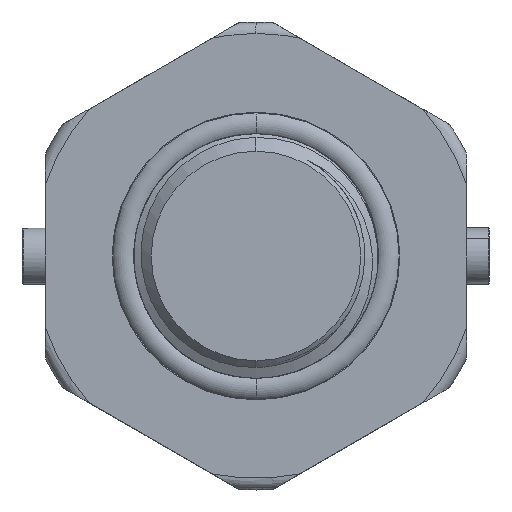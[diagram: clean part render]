
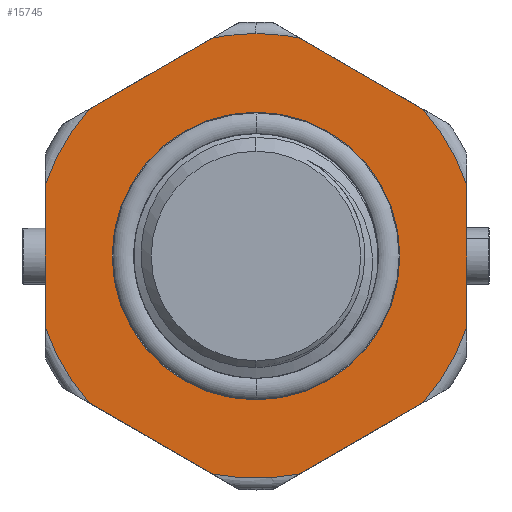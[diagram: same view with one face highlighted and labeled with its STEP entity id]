
A CAD part, left-side view. The second image highlights one B-rep face of the part: STEP entity #15745.
In plain terms, the highlighted planar face has unit normal (-1, 0, 0).
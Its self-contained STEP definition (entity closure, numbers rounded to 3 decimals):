
#359 = ORIENTED_EDGE ( 'NONE', *, *, #14674, .T. ) ;
#589 = DIRECTION ( 'NONE',  ( 1., 0., 0. ) ) ;
#806 = CARTESIAN_POINT ( 'NONE',  ( -133.432, 0., 0. ) ) ;
#965 = EDGE_CURVE ( 'NONE', #8614, #8718, #6652, .T. ) ;
#1055 = DIRECTION ( 'NONE',  ( 0., -0.866, 0.5 ) ) ;
#1073 = AXIS2_PLACEMENT_3D ( 'NONE', #806, #2604, #19238 ) ;
#1520 = CIRCLE ( 'NONE', #4256, 19. ) ;
#1701 = VERTEX_POINT ( 'NONE', #8691 ) ;
#2031 = ORIENTED_EDGE ( 'NONE', *, *, #965, .T. ) ;
#2056 = ORIENTED_EDGE ( 'NONE', *, *, #6943, .T. ) ;
#2289 = ORIENTED_EDGE ( 'NONE', *, *, #12189, .T. ) ;
#2431 = LINE ( 'NONE', #9844, #14278 ) ;
#2604 = DIRECTION ( 'NONE',  ( 1., 0., 0. ) ) ;
#2758 = DIRECTION ( 'NONE',  ( 1., 0., 0. ) ) ;
#2871 = DIRECTION ( 'NONE',  ( 0., 0.866, -0.5 ) ) ;
#2975 = DIRECTION ( 'NONE',  ( 0., 0., -1. ) ) ;
#3002 = DIRECTION ( 'NONE',  ( 0., -0.866, -0.5 ) ) ;
#3231 = VERTEX_POINT ( 'NONE', #12704 ) ;
#3310 = AXIS2_PLACEMENT_3D ( 'NONE', #21375, #4618, #12002 ) ;
#3456 = CIRCLE ( 'NONE', #22663, 19. ) ;
#3471 = VECTOR ( 'NONE', #18087, 1000. ) ;
#3694 = CARTESIAN_POINT ( 'NONE',  ( -133.432, 0., 0. ) ) ;
#3794 = EDGE_CURVE ( 'NONE', #13928, #20846, #4456, .T. ) ;
#3814 = AXIS2_PLACEMENT_3D ( 'NONE', #4692, #19719, #10361 ) ;
#4231 = DIRECTION ( 'NONE',  ( 0., 0., -1. ) ) ;
#4256 = AXIS2_PLACEMENT_3D ( 'NONE', #15496, #23386, #6268 ) ;
#4456 = CIRCLE ( 'NONE', #24007, 19. ) ;
#4618 = DIRECTION ( 'NONE',  ( -1., 0., 0. ) ) ;
#4692 = CARTESIAN_POINT ( 'NONE',  ( -133.432, 0., 0. ) ) ;
#4718 = DIRECTION ( 'NONE',  ( -1., 0., 0. ) ) ;
#4894 = CARTESIAN_POINT ( 'NONE',  ( -133.432, 14.268, 12.547 ) ) ;
#5405 = DIRECTION ( 'NONE',  ( -1., 0., 0. ) ) ;
#6268 = DIRECTION ( 'NONE',  ( 0., 0., 1. ) ) ;
#6313 = LINE ( 'NONE', #13679, #7687 ) ;
#6652 = CIRCLE ( 'NONE', #10110, 12.293 ) ;
#6821 = EDGE_CURVE ( 'NONE', #16107, #22695, #6313, .T. ) ;
#6943 = EDGE_CURVE ( 'NONE', #8718, #8614, #17044, .T. ) ;
#7041 = VECTOR ( 'NONE', #3002, 1000. ) ;
#7356 = PLANE ( 'NONE',  #1073 ) ;
#7687 = VECTOR ( 'NONE', #7980, 1000. ) ;
#7785 = EDGE_CURVE ( 'NONE', #10465, #16107, #1520, .T. ) ;
#7830 = ORIENTED_EDGE ( 'NONE', *, *, #16211, .T. ) ;
#7860 = VERTEX_POINT ( 'NONE', #18078 ) ;
#7980 = DIRECTION ( 'NONE',  ( 0., 0.866, 0.5 ) ) ;
#8294 = ORIENTED_EDGE ( 'NONE', *, *, #13589, .T. ) ;
#8349 = VERTEX_POINT ( 'NONE', #10397 ) ;
#8614 = VERTEX_POINT ( 'NONE', #22386 ) ;
#8691 = CARTESIAN_POINT ( 'NONE',  ( -133.432, -18., -6.083 ) ) ;
#8718 = VERTEX_POINT ( 'NONE', #17691 ) ;
#8797 = DIRECTION ( 'NONE',  ( 0., 0., 1. ) ) ;
#8921 = ORIENTED_EDGE ( 'NONE', *, *, #23374, .T. ) ;
#8971 = AXIS2_PLACEMENT_3D ( 'NONE', #21470, #4718, #10053 ) ;
#9345 = CARTESIAN_POINT ( 'NONE',  ( -133.432, 0., 0. ) ) ;
#9685 = CARTESIAN_POINT ( 'NONE',  ( -133.432, -3.732, 18.63 ) ) ;
#9752 = CARTESIAN_POINT ( 'NONE',  ( -133.432, 14.268, -12.547 ) ) ;
#9844 = CARTESIAN_POINT ( 'NONE',  ( -133.432, 18., 0. ) ) ;
#10053 = DIRECTION ( 'NONE',  ( 0., 0., 1. ) ) ;
#10110 = AXIS2_PLACEMENT_3D ( 'NONE', #21123, #589, #4231 ) ;
#10203 = EDGE_LOOP ( 'NONE', ( #8921, #7830, #22126, #8294, #13756, #13179, #18533, #21746, #18589, #15881, #22104, #359, #2289 ) ) ;
#10264 = CARTESIAN_POINT ( 'NONE',  ( -133.432, 0., 0. ) ) ;
#10361 = DIRECTION ( 'NONE',  ( 0., 0., 1. ) ) ;
#10397 = CARTESIAN_POINT ( 'NONE',  ( -133.432, -3.732, -18.63 ) ) ;
#10465 = VERTEX_POINT ( 'NONE', #24064 ) ;
#10806 = CIRCLE ( 'NONE', #3814, 19. ) ;
#11171 = CARTESIAN_POINT ( 'NONE',  ( -133.432, -14.268, 12.547 ) ) ;
#11730 = VERTEX_POINT ( 'NONE', #18854 ) ;
#11995 = EDGE_CURVE ( 'NONE', #15565, #8349, #15166, .T. ) ;
#12002 = DIRECTION ( 'NONE',  ( 0., 0., 1. ) ) ;
#12048 = CIRCLE ( 'NONE', #8971, 19. ) ;
#12189 = EDGE_CURVE ( 'NONE', #12745, #13425, #17765, .T. ) ;
#12201 = EDGE_CURVE ( 'NONE', #3231, #1701, #12048, .T. ) ;
#12312 = CARTESIAN_POINT ( 'NONE',  ( -133.432, 3.732, -18.63 ) ) ;
#12704 = CARTESIAN_POINT ( 'NONE',  ( -133.432, -14.268, -12.547 ) ) ;
#12745 = VERTEX_POINT ( 'NONE', #21067 ) ;
#13179 = ORIENTED_EDGE ( 'NONE', *, *, #22888, .T. ) ;
#13425 = VERTEX_POINT ( 'NONE', #4894 ) ;
#13580 = EDGE_LOOP ( 'NONE', ( #2031, #2056 ) ) ;
#13589 = EDGE_CURVE ( 'NONE', #20846, #15565, #17915, .T. ) ;
#13679 = CARTESIAN_POINT ( 'NONE',  ( -133.432, -9., 15.588 ) ) ;
#13756 = ORIENTED_EDGE ( 'NONE', *, *, #11995, .T. ) ;
#13782 = CIRCLE ( 'NONE', #3310, 19. ) ;
#13792 = CARTESIAN_POINT ( 'NONE',  ( -133.432, -9., -15.588 ) ) ;
#13909 = LINE ( 'NONE', #13792, #18568 ) ;
#13928 = VERTEX_POINT ( 'NONE', #17667 ) ;
#14122 = CARTESIAN_POINT ( 'NONE',  ( -133.432, -18., 0. ) ) ;
#14195 = CARTESIAN_POINT ( 'NONE',  ( -133.432, 9., -15.588 ) ) ;
#14278 = VECTOR ( 'NONE', #2975, 1000. ) ;
#14674 = EDGE_CURVE ( 'NONE', #7860, #12745, #13782, .T. ) ;
#15166 = CIRCLE ( 'NONE', #17557, 19. ) ;
#15496 = CARTESIAN_POINT ( 'NONE',  ( -133.432, 0., 0. ) ) ;
#15565 = VERTEX_POINT ( 'NONE', #12312 ) ;
#15745 = ADVANCED_FACE ( 'NONE', ( #16634, #24171 ), #7356, .F. ) ;
#15881 = ORIENTED_EDGE ( 'NONE', *, *, #6821, .T. ) ;
#16107 = VERTEX_POINT ( 'NONE', #11171 ) ;
#16211 = EDGE_CURVE ( 'NONE', #11730, #13928, #2431, .T. ) ;
#16532 = DIRECTION ( 'NONE',  ( 0., 0., 1. ) ) ;
#16550 = EDGE_CURVE ( 'NONE', #22695, #7860, #10806, .T. ) ;
#16634 = FACE_BOUND ( 'NONE', #13580, .T. ) ;
#17044 = CIRCLE ( 'NONE', #22546, 12.293 ) ;
#17557 = AXIS2_PLACEMENT_3D ( 'NONE', #9345, #24090, #22348 ) ;
#17667 = CARTESIAN_POINT ( 'NONE',  ( -133.432, 18., -6.083 ) ) ;
#17691 = CARTESIAN_POINT ( 'NONE',  ( -133.432, 0., 12.293 ) ) ;
#17765 = LINE ( 'NONE', #17889, #19923 ) ;
#17889 = CARTESIAN_POINT ( 'NONE',  ( -133.432, 9., 15.588 ) ) ;
#17915 = LINE ( 'NONE', #14195, #7041 ) ;
#18078 = CARTESIAN_POINT ( 'NONE',  ( -133.432, 0., 19. ) ) ;
#18087 = DIRECTION ( 'NONE',  ( 0., 0., 1. ) ) ;
#18533 = ORIENTED_EDGE ( 'NONE', *, *, #12201, .T. ) ;
#18568 = VECTOR ( 'NONE', #1055, 1000. ) ;
#18589 = ORIENTED_EDGE ( 'NONE', *, *, #7785, .T. ) ;
#18854 = CARTESIAN_POINT ( 'NONE',  ( -133.432, 18., 6.083 ) ) ;
#19238 = DIRECTION ( 'NONE',  ( 0., 0., -1. ) ) ;
#19719 = DIRECTION ( 'NONE',  ( -1., 0., 0. ) ) ;
#19923 = VECTOR ( 'NONE', #2871, 1000. ) ;
#20846 = VERTEX_POINT ( 'NONE', #9752 ) ;
#21067 = CARTESIAN_POINT ( 'NONE',  ( -133.432, 3.732, 18.63 ) ) ;
#21123 = CARTESIAN_POINT ( 'NONE',  ( -133.432, 0., 0. ) ) ;
#21375 = CARTESIAN_POINT ( 'NONE',  ( -133.432, 0., 0. ) ) ;
#21470 = CARTESIAN_POINT ( 'NONE',  ( -133.432, 0., 0. ) ) ;
#21652 = LINE ( 'NONE', #14122, #3471 ) ;
#21746 = ORIENTED_EDGE ( 'NONE', *, *, #23521, .T. ) ;
#22104 = ORIENTED_EDGE ( 'NONE', *, *, #16550, .T. ) ;
#22126 = ORIENTED_EDGE ( 'NONE', *, *, #3794, .T. ) ;
#22348 = DIRECTION ( 'NONE',  ( 0., 0., 1. ) ) ;
#22386 = CARTESIAN_POINT ( 'NONE',  ( -133.432, 0., -12.293 ) ) ;
#22546 = AXIS2_PLACEMENT_3D ( 'NONE', #10264, #2758, #23552 ) ;
#22663 = AXIS2_PLACEMENT_3D ( 'NONE', #24069, #23949, #16532 ) ;
#22695 = VERTEX_POINT ( 'NONE', #9685 ) ;
#22888 = EDGE_CURVE ( 'NONE', #8349, #3231, #13909, .T. ) ;
#23374 = EDGE_CURVE ( 'NONE', #13425, #11730, #3456, .T. ) ;
#23386 = DIRECTION ( 'NONE',  ( -1., 0., 0. ) ) ;
#23521 = EDGE_CURVE ( 'NONE', #1701, #10465, #21652, .T. ) ;
#23552 = DIRECTION ( 'NONE',  ( 0., 0., -1. ) ) ;
#23949 = DIRECTION ( 'NONE',  ( -1., 0., 0. ) ) ;
#24007 = AXIS2_PLACEMENT_3D ( 'NONE', #3694, #5405, #8797 ) ;
#24064 = CARTESIAN_POINT ( 'NONE',  ( -133.432, -18., 6.083 ) ) ;
#24069 = CARTESIAN_POINT ( 'NONE',  ( -133.432, 0., 0. ) ) ;
#24090 = DIRECTION ( 'NONE',  ( -1., 0., 0. ) ) ;
#24171 = FACE_OUTER_BOUND ( 'NONE', #10203, .T. ) ;
